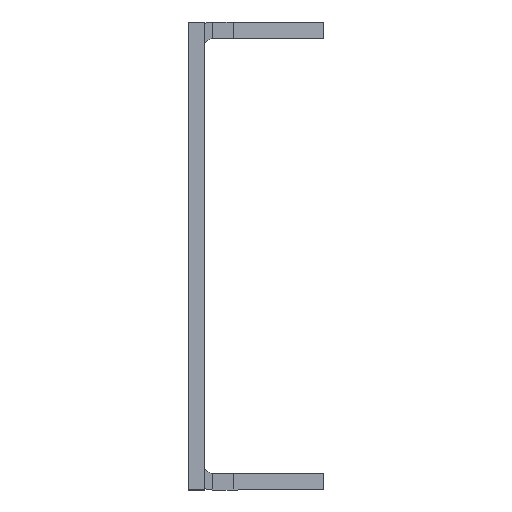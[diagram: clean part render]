
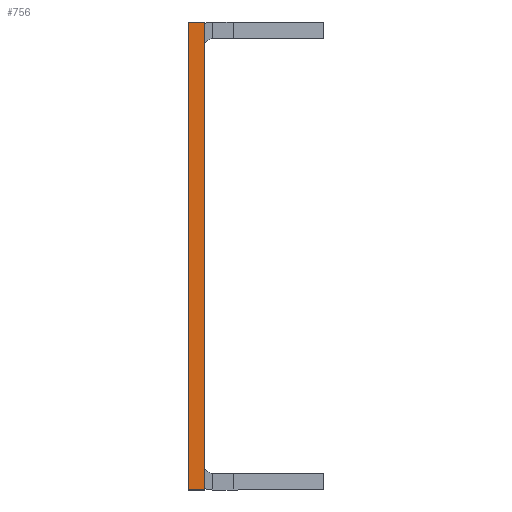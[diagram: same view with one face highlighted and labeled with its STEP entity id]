
A CAD part, left-side view. The second image highlights one B-rep face of the part: STEP entity #756.
In plain terms, the highlighted planar face has unit normal (-1, 0, 0).
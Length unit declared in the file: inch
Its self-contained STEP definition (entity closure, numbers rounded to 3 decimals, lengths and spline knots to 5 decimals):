
#142 = VERTEX_POINT ( 'NONE', #2632 ) ;
#286 = VECTOR ( 'NONE', #5496, 39.37008 ) ;
#480 = DIRECTION ( 'NONE',  ( 0., 0., 1. ) ) ;
#756 = ADVANCED_FACE ( 'NONE', ( #1961 ), #5259, .T. ) ;
#1012 = CARTESIAN_POINT ( 'NONE',  ( -9.5, 0., 0.865 ) ) ;
#1519 = DIRECTION ( 'NONE',  ( 0., 1., 0. ) ) ;
#1606 = VERTEX_POINT ( 'NONE', #7656 ) ;
#1936 = EDGE_CURVE ( 'NONE', #142, #1606, #4561, .T. ) ;
#1961 = FACE_OUTER_BOUND ( 'NONE', #10266, .T. ) ;
#2277 = ORIENTED_EDGE ( 'NONE', *, *, #8303, .T. ) ;
#2323 = VECTOR ( 'NONE', #8029, 39.37008 ) ;
#2359 = CARTESIAN_POINT ( 'NONE',  ( -9.5, -38.1572, -0.865 ) ) ;
#2542 = ORIENTED_EDGE ( 'NONE', *, *, #3203, .F. ) ;
#2632 = CARTESIAN_POINT ( 'NONE',  ( -9.5, 0., -0.865 ) ) ;
#2764 = VERTEX_POINT ( 'NONE', #1012 ) ;
#2865 = DIRECTION ( 'NONE',  ( -1., 0., 0. ) ) ;
#2904 = CARTESIAN_POINT ( 'NONE',  ( -9.5, 0.06, 0.865 ) ) ;
#3203 = EDGE_CURVE ( 'NONE', #1606, #10083, #4901, .T. ) ;
#3568 = EDGE_CURVE ( 'NONE', #2764, #10083, #5133, .T. ) ;
#3652 = LINE ( 'NONE', #4651, #3803 ) ;
#3803 = VECTOR ( 'NONE', #480, 39.37008 ) ;
#4561 = LINE ( 'NONE', #2359, #2323 ) ;
#4651 = CARTESIAN_POINT ( 'NONE',  ( -9.5, 0., 0.865 ) ) ;
#4901 = LINE ( 'NONE', #7149, #286 ) ;
#5133 = LINE ( 'NONE', #6538, #9727 ) ;
#5259 = PLANE ( 'NONE',  #6329 ) ;
#5300 = DIRECTION ( 'NONE',  ( 0., 0., 1. ) ) ;
#5496 = DIRECTION ( 'NONE',  ( 0., 0., 1. ) ) ;
#6329 = AXIS2_PLACEMENT_3D ( 'NONE', #9370, #2865, #5300 ) ;
#6538 = CARTESIAN_POINT ( 'NONE',  ( -9.5, -38.1572, 0.865 ) ) ;
#7149 = CARTESIAN_POINT ( 'NONE',  ( -9.5, 0.06, 0.865 ) ) ;
#7234 = ORIENTED_EDGE ( 'NONE', *, *, #3568, .T. ) ;
#7656 = CARTESIAN_POINT ( 'NONE',  ( -9.5, 0.06, -0.865 ) ) ;
#7809 = ORIENTED_EDGE ( 'NONE', *, *, #1936, .F. ) ;
#8029 = DIRECTION ( 'NONE',  ( 0., 1., 0. ) ) ;
#8303 = EDGE_CURVE ( 'NONE', #142, #2764, #3652, .T. ) ;
#9370 = CARTESIAN_POINT ( 'NONE',  ( -9.5, -38.1572, 0.865 ) ) ;
#9727 = VECTOR ( 'NONE', #1519, 39.37008 ) ;
#10083 = VERTEX_POINT ( 'NONE', #2904 ) ;
#10266 = EDGE_LOOP ( 'NONE', ( #2542, #7809, #2277, #7234 ) ) ;
